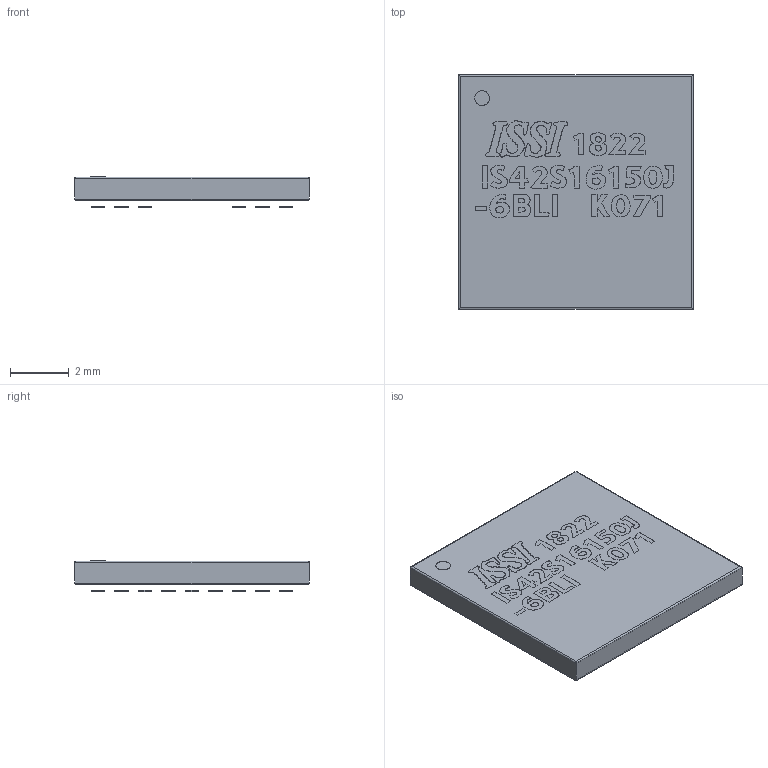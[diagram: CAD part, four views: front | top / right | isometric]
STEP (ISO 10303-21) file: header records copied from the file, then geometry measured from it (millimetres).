
FILE_DESCRIPTION (( 'STEP AP214' ), '1' );
FILE_NAME ('TF-BGA54_part.STEP', '2021-02-27T22:33:47', ( '' ), ( '' ), 'SwSTEP 2.0', 'SolidWorks 2020', '' );
FILE_SCHEMA (( 'AUTOMOTIVE_DESIGN' ));
Length unit declared in the file: millimetre
Products named in the file (1): TF-BGA54_part
Bounding box: 8 x 8 x 1.08 mm (x, y, z)
Surface area: 170.3 mm2 (no closed solid volume)
Topology: 0 solids, 84 shells, 743 faces, 2048 edges, 1364 vertices
Faces by surface type: bspline 428, plane 199, cylinder 116
Entity records: 29021 total; most frequent: CARTESIAN_POINT 11724, ORIENTED_EDGE 3878, EDGE_CURVE 2048, DIRECTION 1598, VERTEX_POINT 1364, B_SPLINE_CURVE_WITH_KNOTS 1074, VECTOR 966, LINE 966
